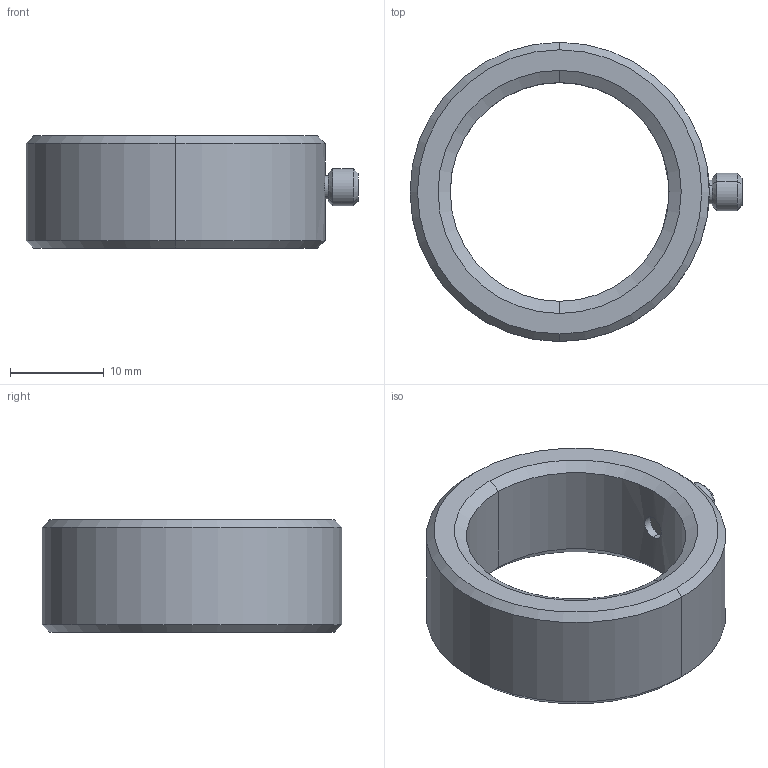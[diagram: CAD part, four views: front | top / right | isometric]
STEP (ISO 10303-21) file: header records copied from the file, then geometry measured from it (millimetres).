
FILE_DESCRIPTION(('no description'),'unknown implementation level');
FILE_NAME('3E696521-97B4-460E-AAB3-08D929A53FD5_export.stp',' ',('CIMSOURCE GmbH'),('CADClick - KiM GmbH - www.kimweb.de'),'unknown preprocess','ACIS','unknown authorization');
FILE_SCHEMA(('automotive_design'));
Length unit declared in the file: millimetre
Products named in the file (2): 112.271 Kaiser GB ES25_ES20 (NV)|195.003 Kaiser Klemmschraube M4x7_Standard;NONE; 112.271 Kaiser GB ES25_ES20 (NV)|112.271 Kaiser GB ES25_ES20 (NV)_Standard;NONE
Bounding box: 35.5 x 32 x 12 mm (x, y, z)
Volume: 4359.9 mm3; surface area: 2757.5 mm2
Topology: 2 solids, 2 shells, 29 faces, 58 edges, 34 vertices
Faces by surface type: cone 14, cylinder 10, plane 5
Entity records: 1573 total; most frequent: CARTESIAN_POINT 212, DIRECTION 152, STYLED_ITEM 121, PRESENTATION_STYLE_ASSIGNMENT 121, COLOUR_RGB 121, ORIENTED_EDGE 116, AXIS2_PLACEMENT_3D 64, EDGE_CURVE 58
